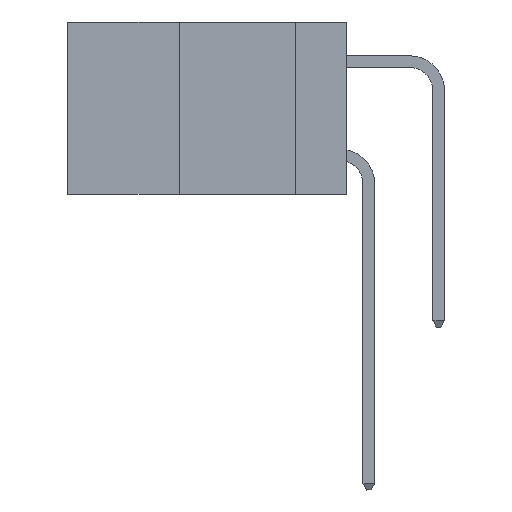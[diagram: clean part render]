
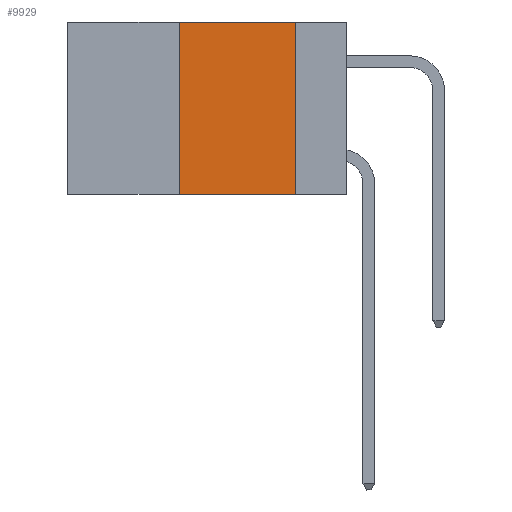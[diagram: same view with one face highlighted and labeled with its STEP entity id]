
A CAD part, left-side view. The second image highlights one B-rep face of the part: STEP entity #9929.
In plain terms, the highlighted planar face has unit normal (-1, 0, 0).
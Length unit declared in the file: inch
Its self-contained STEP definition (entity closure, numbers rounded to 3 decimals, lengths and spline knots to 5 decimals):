
#320 = CARTESIAN_POINT ( 'NONE',  ( 0., 0.6, 0. ) ) ;
#349 = VERTEX_POINT ( 'NONE', #24283 ) ;
#652 = DIRECTION ( 'NONE',  ( 0., -1., 0. ) ) ;
#769 = LINE ( 'NONE', #15372, #20524 ) ;
#2872 = VERTEX_POINT ( 'NONE', #26532 ) ;
#2970 = DIRECTION ( 'NONE',  ( 0., 0., -1. ) ) ;
#3364 = VECTOR ( 'NONE', #9297, 39.37008 ) ;
#6389 = ORIENTED_EDGE ( 'NONE', *, *, #15544, .F. ) ;
#6398 = VERTEX_POINT ( 'NONE', #8754 ) ;
#7065 = EDGE_CURVE ( 'NONE', #13783, #6398, #9893, .T. ) ;
#7708 = CARTESIAN_POINT ( 'NONE',  ( 0., 0.11, 0. ) ) ;
#7870 = VECTOR ( 'NONE', #22992, 39.37008 ) ;
#8754 = CARTESIAN_POINT ( 'NONE',  ( 0., 0.11, 0. ) ) ;
#9297 = DIRECTION ( 'NONE',  ( 0., -1., 0. ) ) ;
#9893 = LINE ( 'NONE', #22485, #3364 ) ;
#9929 = ADVANCED_FACE ( 'NONE', ( #15233 ), #30208, .F. ) ;
#11651 = LINE ( 'NONE', #30198, #27985 ) ;
#12036 = EDGE_CURVE ( 'NONE', #2872, #349, #11651, .T. ) ;
#13578 = ORIENTED_EDGE ( 'NONE', *, *, #25954, .F. ) ;
#13783 = VERTEX_POINT ( 'NONE', #22176 ) ;
#15233 = FACE_OUTER_BOUND ( 'NONE', #26180, .T. ) ;
#15372 = CARTESIAN_POINT ( 'NONE',  ( 0., 0.36, 0. ) ) ;
#15544 = EDGE_CURVE ( 'NONE', #6398, #349, #28060, .T. ) ;
#17865 = DIRECTION ( 'NONE',  ( 1., 0., 0. ) ) ;
#17871 = DIRECTION ( 'NONE',  ( 0., 0., 1. ) ) ;
#18427 = ORIENTED_EDGE ( 'NONE', *, *, #12036, .T. ) ;
#20235 = AXIS2_PLACEMENT_3D ( 'NONE', #320, #17865, #2970 ) ;
#20524 = VECTOR ( 'NONE', #17871, 39.37008 ) ;
#22176 = CARTESIAN_POINT ( 'NONE',  ( 0., 0.36, 0. ) ) ;
#22485 = CARTESIAN_POINT ( 'NONE',  ( 0., 0.6, 0. ) ) ;
#22992 = DIRECTION ( 'NONE',  ( 0., 0., -1. ) ) ;
#24283 = CARTESIAN_POINT ( 'NONE',  ( 0., 0.11, -0.37 ) ) ;
#25954 = EDGE_CURVE ( 'NONE', #2872, #13783, #769, .T. ) ;
#26180 = EDGE_LOOP ( 'NONE', ( #6389, #28042, #13578, #18427 ) ) ;
#26532 = CARTESIAN_POINT ( 'NONE',  ( 0., 0.36, -0.37 ) ) ;
#27985 = VECTOR ( 'NONE', #652, 39.37008 ) ;
#28042 = ORIENTED_EDGE ( 'NONE', *, *, #7065, .F. ) ;
#28060 = LINE ( 'NONE', #7708, #7870 ) ;
#30198 = CARTESIAN_POINT ( 'NONE',  ( 0., 0.6, -0.37 ) ) ;
#30208 = PLANE ( 'NONE',  #20235 ) ;
